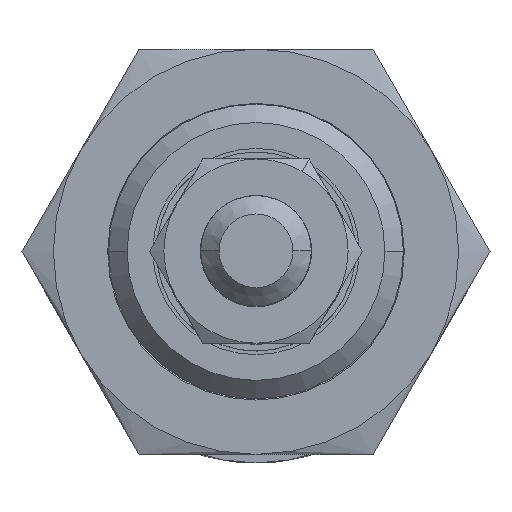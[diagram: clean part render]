
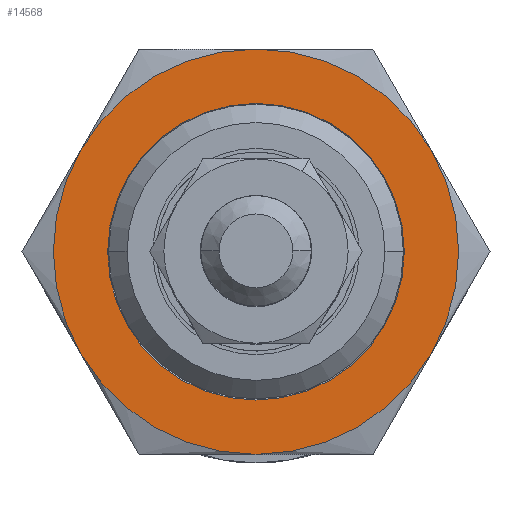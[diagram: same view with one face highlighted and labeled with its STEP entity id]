
A CAD part, top view. The second image highlights one B-rep face of the part: STEP entity #14568.
In plain terms, the highlighted planar face has unit normal (0, 0, 1).
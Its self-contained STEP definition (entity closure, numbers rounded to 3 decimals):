
#72 = AXIS2_PLACEMENT_3D ( 'NONE', #635, #19609, #16135 ) ;
#447 = VERTEX_POINT ( 'NONE', #4182 ) ;
#635 = CARTESIAN_POINT ( 'NONE',  ( 0., 0., 563. ) ) ;
#963 = PLANE ( 'NONE',  #20500 ) ;
#1860 = VERTEX_POINT ( 'NONE', #8787 ) ;
#2768 = ORIENTED_EDGE ( 'NONE', *, *, #24369, .F. ) ;
#2812 = FACE_BOUND ( 'NONE', #17386, .T. ) ;
#2950 = DIRECTION ( 'NONE',  ( 0., 0., -1. ) ) ;
#3085 = CIRCLE ( 'NONE', #10215, 11. ) ;
#4073 = VERTEX_POINT ( 'NONE', #18765 ) ;
#4129 = CIRCLE ( 'NONE', #18379, 11. ) ;
#4182 = CARTESIAN_POINT ( 'NONE',  ( 0., -8.05, 563. ) ) ;
#4727 = EDGE_CURVE ( 'NONE', #6058, #4073, #10770, .T. ) ;
#5042 = DIRECTION ( 'NONE',  ( 0., 1., 0. ) ) ;
#5258 = EDGE_LOOP ( 'NONE', ( #18025, #22454, #23585, #2768, #18870, #15654 ) ) ;
#6058 = VERTEX_POINT ( 'NONE', #22571 ) ;
#6313 = ORIENTED_EDGE ( 'NONE', *, *, #11613, .T. ) ;
#6408 = CIRCLE ( 'NONE', #19554, 8.05 ) ;
#6519 = CARTESIAN_POINT ( 'NONE',  ( 0., 0., 563. ) ) ;
#6637 = DIRECTION ( 'NONE',  ( 0., 1., 0. ) ) ;
#6666 = CARTESIAN_POINT ( 'NONE',  ( 0., 0., 563. ) ) ;
#8185 = CARTESIAN_POINT ( 'NONE',  ( 0., 11., 563. ) ) ;
#8227 = CARTESIAN_POINT ( 'NONE',  ( 0., 0., 563. ) ) ;
#8465 = DIRECTION ( 'NONE',  ( 0., 0., -1. ) ) ;
#8787 = CARTESIAN_POINT ( 'NONE',  ( 0., 8.05, 563. ) ) ;
#8911 = CARTESIAN_POINT ( 'NONE',  ( 0., 0., 563. ) ) ;
#9423 = CARTESIAN_POINT ( 'NONE',  ( 9.526, 5.5, 563. ) ) ;
#9764 = DIRECTION ( 'NONE',  ( 0., 1., 0. ) ) ;
#10189 = VERTEX_POINT ( 'NONE', #9423 ) ;
#10212 = DIRECTION ( 'NONE',  ( 0., 1., 0. ) ) ;
#10215 = AXIS2_PLACEMENT_3D ( 'NONE', #10657, #17850, #21946 ) ;
#10657 = CARTESIAN_POINT ( 'NONE',  ( 0., 0., 563. ) ) ;
#10770 = CIRCLE ( 'NONE', #72, 11. ) ;
#11613 = EDGE_CURVE ( 'NONE', #1860, #447, #6408, .T. ) ;
#12158 = DIRECTION ( 'NONE',  ( 0., 1., 0. ) ) ;
#12519 = DIRECTION ( 'NONE',  ( 0., 1., 0. ) ) ;
#12586 = EDGE_CURVE ( 'NONE', #10189, #6058, #15244, .T. ) ;
#13491 = CARTESIAN_POINT ( 'NONE',  ( 0., 0., 563. ) ) ;
#13944 = VERTEX_POINT ( 'NONE', #16557 ) ;
#14568 = ADVANCED_FACE ( 'NONE', ( #2812, #20193 ), #963, .F. ) ;
#15227 = DIRECTION ( 'NONE',  ( 0., 0., -1. ) ) ;
#15244 = CIRCLE ( 'NONE', #24360, 11. ) ;
#15415 = EDGE_CURVE ( 'NONE', #19043, #10189, #4129, .T. ) ;
#15654 = ORIENTED_EDGE ( 'NONE', *, *, #12586, .F. ) ;
#15740 = CIRCLE ( 'NONE', #17721, 11. ) ;
#16135 = DIRECTION ( 'NONE',  ( 0., 1., 0. ) ) ;
#16557 = CARTESIAN_POINT ( 'NONE',  ( -9.526, -5.5, 563. ) ) ;
#17283 = DIRECTION ( 'NONE',  ( 0., 0., -1. ) ) ;
#17386 = EDGE_LOOP ( 'NONE', ( #20040, #6313 ) ) ;
#17721 = AXIS2_PLACEMENT_3D ( 'NONE', #6666, #21819, #12158 ) ;
#17820 = DIRECTION ( 'NONE',  ( 0., 0., -1. ) ) ;
#17850 = DIRECTION ( 'NONE',  ( 0., 0., -1. ) ) ;
#18008 = EDGE_CURVE ( 'NONE', #23757, #19043, #15740, .T. ) ;
#18025 = ORIENTED_EDGE ( 'NONE', *, *, #15415, .F. ) ;
#18304 = EDGE_CURVE ( 'NONE', #447, #1860, #22717, .T. ) ;
#18379 = AXIS2_PLACEMENT_3D ( 'NONE', #8227, #8465, #10212 ) ;
#18530 = CARTESIAN_POINT ( 'NONE',  ( -9.526, 5.5, 563. ) ) ;
#18765 = CARTESIAN_POINT ( 'NONE',  ( 0., -11., 563. ) ) ;
#18870 = ORIENTED_EDGE ( 'NONE', *, *, #4727, .F. ) ;
#19043 = VERTEX_POINT ( 'NONE', #8185 ) ;
#19263 = DIRECTION ( 'NONE',  ( 0., 1., 0. ) ) ;
#19554 = AXIS2_PLACEMENT_3D ( 'NONE', #8911, #2950, #12519 ) ;
#19609 = DIRECTION ( 'NONE',  ( 0., 0., -1. ) ) ;
#20040 = ORIENTED_EDGE ( 'NONE', *, *, #18304, .T. ) ;
#20193 = FACE_OUTER_BOUND ( 'NONE', #5258, .T. ) ;
#20500 = AXIS2_PLACEMENT_3D ( 'NONE', #23773, #21564, #5042 ) ;
#21491 = CARTESIAN_POINT ( 'NONE',  ( 0., 0., 563. ) ) ;
#21564 = DIRECTION ( 'NONE',  ( 0., 0., -1. ) ) ;
#21819 = DIRECTION ( 'NONE',  ( 0., 0., -1. ) ) ;
#21946 = DIRECTION ( 'NONE',  ( 0., 1., 0. ) ) ;
#22043 = AXIS2_PLACEMENT_3D ( 'NONE', #6519, #17820, #6637 ) ;
#22454 = ORIENTED_EDGE ( 'NONE', *, *, #18008, .F. ) ;
#22571 = CARTESIAN_POINT ( 'NONE',  ( 9.526, -5.5, 563. ) ) ;
#22717 = CIRCLE ( 'NONE', #23493, 8.05 ) ;
#23235 = CIRCLE ( 'NONE', #22043, 11. ) ;
#23493 = AXIS2_PLACEMENT_3D ( 'NONE', #13491, #15227, #9764 ) ;
#23583 = EDGE_CURVE ( 'NONE', #13944, #23757, #23235, .T. ) ;
#23585 = ORIENTED_EDGE ( 'NONE', *, *, #23583, .F. ) ;
#23757 = VERTEX_POINT ( 'NONE', #18530 ) ;
#23773 = CARTESIAN_POINT ( 'NONE',  ( 0., 0., 563. ) ) ;
#24360 = AXIS2_PLACEMENT_3D ( 'NONE', #21491, #17283, #19263 ) ;
#24369 = EDGE_CURVE ( 'NONE', #4073, #13944, #3085, .T. ) ;
